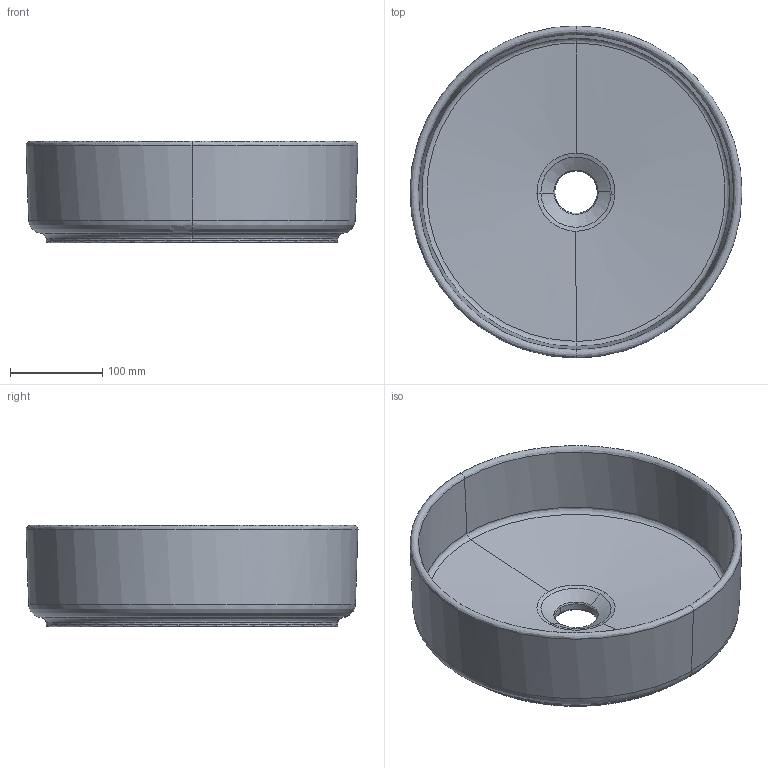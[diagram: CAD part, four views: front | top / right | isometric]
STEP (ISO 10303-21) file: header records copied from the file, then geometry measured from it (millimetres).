
FILE_DESCRIPTION(/* description */ (''),/* implementation_level */ '2;1');
FILE_NAME(/* name */ '6736',/* time_stamp */ '2025-07-03T18:57:33+03:00',/* author */ (''),/* organization */ (''),/* preprocessor_version */ 'ST-DEVELOPER v16.5',/* originating_system */ '',/* authorisation */ '');
FILE_SCHEMA (('AUTOMOTIVE_DESIGN_CC2'));
Length unit declared in the file: millimetre
Products named in the file (2): Document; Block 01
Assembly tree (1 placements, depth 2):
  Document
    Block 01
Bounding box: 359.67 x 359.67 x 110 mm (x, y, z)
Volume: 2247554.8 mm3; surface area: 431807.3 mm2
Topology: 2 solids, 2 shells, 50 faces, 108 edges, 60 vertices
Faces by surface type: bspline 40, cylinder 8, plane 2
Entity records: 11271 total; most frequent: CARTESIAN_POINT 10586, ORIENTED_EDGE 216, EDGE_CURVE 108, VERTEX_POINT 60, EDGE_LOOP 52, ADVANCED_FACE 50, FACE_OUTER_BOUND 50, B_SPLINE_CURVE_WITH_KNOTS 42
